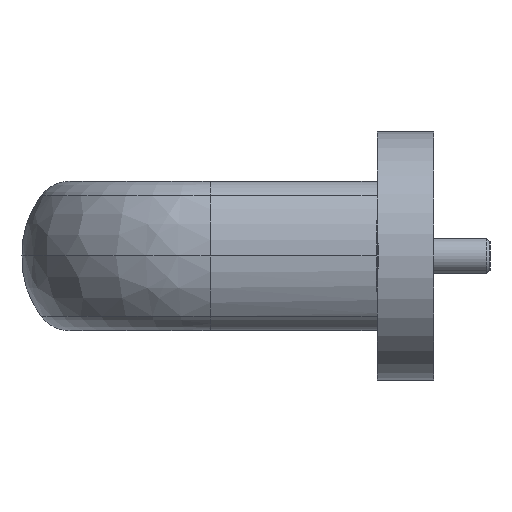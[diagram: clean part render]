
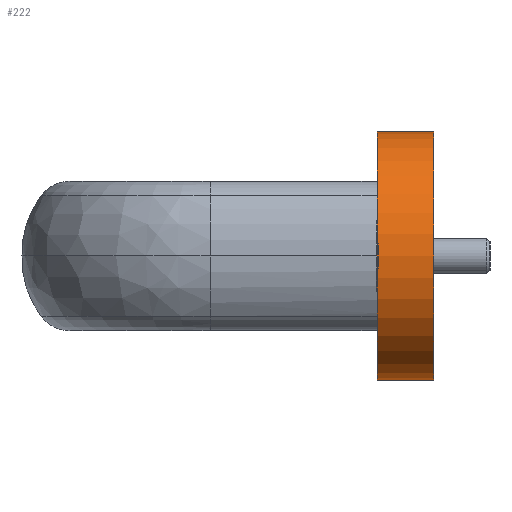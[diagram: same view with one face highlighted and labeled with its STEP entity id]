
A CAD part, left-side view. The second image highlights one B-rep face of the part: STEP entity #222.
In plain terms, the highlighted cylindrical face has radius 17.5 mm (diameter 35 mm), a full revolution.
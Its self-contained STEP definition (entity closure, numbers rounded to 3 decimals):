
#222 = ADVANCED_FACE( '', ( #597, #598 ), #599, .T. );
#597 = FACE_OUTER_BOUND( '', #1200, .T. );
#598 = FACE_OUTER_BOUND( '', #1201, .T. );
#599 = CYLINDRICAL_SURFACE( '', #1202, 17.5 );
#1200 = EDGE_LOOP( '', ( #1949 ) );
#1201 = EDGE_LOOP( '', ( #1950 ) );
#1202 = AXIS2_PLACEMENT_3D( '', #1951, #1952, #1953 );
#1949 = ORIENTED_EDGE( '', *, *, #3226, .F. );
#1950 = ORIENTED_EDGE( '', *, *, #3227, .T. );
#1951 = CARTESIAN_POINT( '', ( 0., 8., 0. ) );
#1952 = DIRECTION( '', ( 0., 1., 0. ) );
#1953 = DIRECTION( '', ( 0., 0., -1. ) );
#3226 = EDGE_CURVE( '', #3768, #3768, #3769, .T. );
#3227 = EDGE_CURVE( '', #3770, #3770, #3771, .T. );
#3768 = VERTEX_POINT( '', #4520 );
#3769 = CIRCLE( '', #4521, 17.5 );
#3770 = VERTEX_POINT( '', #4522 );
#3771 = CIRCLE( '', #4523, 17.5 );
#4520 = CARTESIAN_POINT( '', ( 17.5, 8., 0. ) );
#4521 = AXIS2_PLACEMENT_3D( '', #5330, #5331, #5332 );
#4522 = CARTESIAN_POINT( '', ( 17.5, 0., 0. ) );
#4523 = AXIS2_PLACEMENT_3D( '', #5333, #5334, #5335 );
#5330 = CARTESIAN_POINT( '', ( 0., 8., 0. ) );
#5331 = DIRECTION( '', ( 0., 1., 0. ) );
#5332 = DIRECTION( '', ( 1., 0., 0. ) );
#5333 = CARTESIAN_POINT( '', ( 0., 0., 0. ) );
#5334 = DIRECTION( '', ( 0., 1., 0. ) );
#5335 = DIRECTION( '', ( 1., 0., 0. ) );
